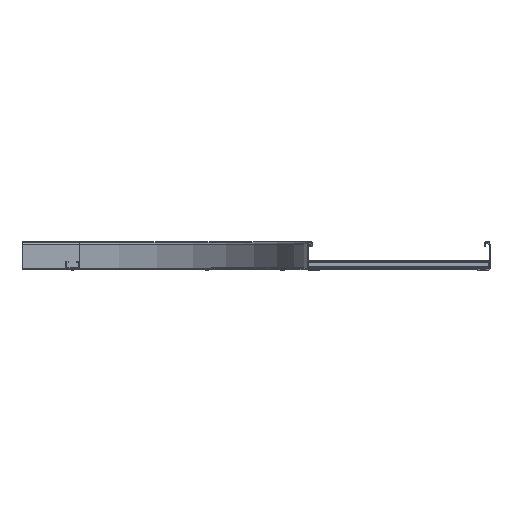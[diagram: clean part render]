
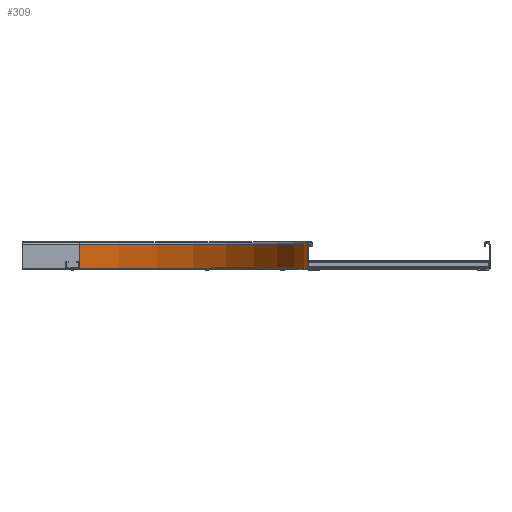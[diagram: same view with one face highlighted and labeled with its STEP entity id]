
A CAD part, top view. The second image highlights one B-rep face of the part: STEP entity #309.
In plain terms, the highlighted cylindrical face has radius 500 mm (diameter 1000 mm), a partial arc.
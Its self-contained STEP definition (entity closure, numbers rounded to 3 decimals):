
#209 = EDGE_CURVE ( 'NONE', #4614, #824, #3304, .T. ) ;
#309 = ADVANCED_FACE ( 'NONE', ( #2103 ), #464, .F. ) ;
#350 = AXIS2_PLACEMENT_3D ( 'NONE', #5534, #358, #432 ) ;
#358 = DIRECTION ( 'NONE',  ( 0., -1., 0. ) ) ;
#432 = DIRECTION ( 'NONE',  ( -0.707, 0., 0.707 ) ) ;
#464 = CYLINDRICAL_SURFACE ( 'NONE', #6771, 500. ) ;
#824 = VERTEX_POINT ( 'NONE', #1830 ) ;
#1028 = CARTESIAN_POINT ( 'NONE',  ( 500., 0., 0. ) ) ;
#1354 = EDGE_CURVE ( 'NONE', #4614, #6999, #5920, .T. ) ;
#1400 = VECTOR ( 'NONE', #3015, 1000. ) ;
#1830 = CARTESIAN_POINT ( 'NONE',  ( 146.447, 2.5, -353.553 ) ) ;
#2103 = FACE_OUTER_BOUND ( 'NONE', #5001, .T. ) ;
#2168 = VECTOR ( 'NONE', #6858, 1000. ) ;
#2216 = DIRECTION ( 'NONE',  ( 0., 0., -1. ) ) ;
#2295 = DIRECTION ( 'NONE',  ( -0.707, 0., 0.707 ) ) ;
#2567 = CARTESIAN_POINT ( 'NONE',  ( 146.447, 2.5, 353.553 ) ) ;
#2974 = DIRECTION ( 'NONE',  ( 0., -1., 0. ) ) ;
#3015 = DIRECTION ( 'NONE',  ( 0., 1., 0. ) ) ;
#3304 = CIRCLE ( 'NONE', #4605, 500. ) ;
#3390 = CARTESIAN_POINT ( 'NONE',  ( 146.447, 2.5, -353.553 ) ) ;
#3571 = CARTESIAN_POINT ( 'NONE',  ( 500., 2.5, 0. ) ) ;
#3598 = ORIENTED_EDGE ( 'NONE', *, *, #209, .T. ) ;
#3775 = ORIENTED_EDGE ( 'NONE', *, *, #4601, .F. ) ;
#4507 = ORIENTED_EDGE ( 'NONE', *, *, #5484, .T. ) ;
#4573 = LINE ( 'NONE', #3390, #2168 ) ;
#4601 = EDGE_CURVE ( 'NONE', #6999, #6733, #7148, .T. ) ;
#4605 = AXIS2_PLACEMENT_3D ( 'NONE', #3571, #2974, #2295 ) ;
#4614 = VERTEX_POINT ( 'NONE', #5088 ) ;
#4976 = CARTESIAN_POINT ( 'NONE',  ( 146.447, 54., -353.553 ) ) ;
#5001 = EDGE_LOOP ( 'NONE', ( #3775, #5596, #3598, #4507 ) ) ;
#5088 = CARTESIAN_POINT ( 'NONE',  ( 146.447, 2.5, 353.553 ) ) ;
#5484 = EDGE_CURVE ( 'NONE', #824, #6733, #4573, .T. ) ;
#5534 = CARTESIAN_POINT ( 'NONE',  ( 500., 54., 0. ) ) ;
#5596 = ORIENTED_EDGE ( 'NONE', *, *, #1354, .F. ) ;
#5920 = LINE ( 'NONE', #2567, #1400 ) ;
#6169 = DIRECTION ( 'NONE',  ( 0., -1., 0. ) ) ;
#6733 = VERTEX_POINT ( 'NONE', #4976 ) ;
#6771 = AXIS2_PLACEMENT_3D ( 'NONE', #1028, #6169, #2216 ) ;
#6797 = CARTESIAN_POINT ( 'NONE',  ( 146.447, 54., 353.553 ) ) ;
#6858 = DIRECTION ( 'NONE',  ( 0., 1., 0. ) ) ;
#6999 = VERTEX_POINT ( 'NONE', #6797 ) ;
#7148 = CIRCLE ( 'NONE', #350, 500. ) ;
